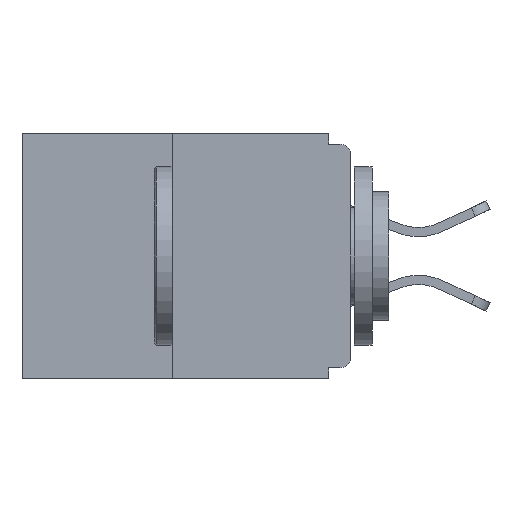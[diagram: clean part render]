
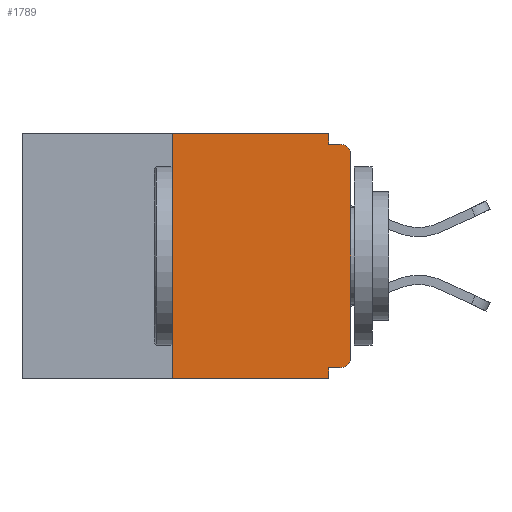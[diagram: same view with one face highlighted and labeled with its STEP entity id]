
A CAD part, left-side view. The second image highlights one B-rep face of the part: STEP entity #1789.
In plain terms, the highlighted planar face has unit normal (-1, 0, 0).
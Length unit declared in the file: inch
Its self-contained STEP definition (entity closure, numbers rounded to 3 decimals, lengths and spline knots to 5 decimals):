
#170 = CARTESIAN_POINT ( 'NONE',  ( 0., 0., -0.313 ) ) ;
#208 = VERTEX_POINT ( 'NONE', #8566 ) ;
#323 = LINE ( 'NONE', #8586, #15508 ) ;
#408 = CARTESIAN_POINT ( 'NONE',  ( 0., 0.031, 0. ) ) ;
#694 = VECTOR ( 'NONE', #17823, 39.37008 ) ;
#751 = EDGE_LOOP ( 'NONE', ( #8010, #6926, #4183, #7618, #5361, #7820, #2087, #5816, #17651, #8726 ) ) ;
#1164 = VERTEX_POINT ( 'NONE', #14529 ) ;
#1167 = CIRCLE ( 'NONE', #3282, 0.015 ) ;
#1207 = DIRECTION ( 'NONE',  ( 0., -1., 0. ) ) ;
#1393 = LINE ( 'NONE', #8168, #10980 ) ;
#1530 = VECTOR ( 'NONE', #6991, 39.37008 ) ;
#1789 = ADVANCED_FACE ( 'NONE', ( #5073 ), #2826, .F. ) ;
#1971 = VECTOR ( 'NONE', #8251, 39.37008 ) ;
#2087 = ORIENTED_EDGE ( 'NONE', *, *, #5251, .T. ) ;
#2137 = CARTESIAN_POINT ( 'NONE',  ( 0., 0.25, 0. ) ) ;
#2371 = EDGE_CURVE ( 'NONE', #6384, #12720, #1393, .T. ) ;
#2570 = DIRECTION ( 'NONE',  ( -1., 0., 0. ) ) ;
#2582 = EDGE_CURVE ( 'NONE', #12720, #14144, #12897, .T. ) ;
#2630 = CARTESIAN_POINT ( 'NONE',  ( 0., 0.46, -0.343 ) ) ;
#2699 = DIRECTION ( 'NONE',  ( 1., 0., 0. ) ) ;
#2826 = PLANE ( 'NONE',  #15457 ) ;
#3117 = CARTESIAN_POINT ( 'NONE',  ( 0., 0.031, -0.343 ) ) ;
#3282 = AXIS2_PLACEMENT_3D ( 'NONE', #14174, #15512, #8828 ) ;
#3460 = EDGE_CURVE ( 'NONE', #4464, #14799, #1167, .T. ) ;
#3702 = LINE ( 'NONE', #8310, #1530 ) ;
#4183 = ORIENTED_EDGE ( 'NONE', *, *, #15854, .T. ) ;
#4395 = LINE ( 'NONE', #2630, #694 ) ;
#4396 = EDGE_CURVE ( 'NONE', #1164, #208, #17831, .T. ) ;
#4464 = VERTEX_POINT ( 'NONE', #6870 ) ;
#5073 = FACE_OUTER_BOUND ( 'NONE', #751, .T. ) ;
#5251 = EDGE_CURVE ( 'NONE', #6526, #4464, #3702, .T. ) ;
#5302 = EDGE_CURVE ( 'NONE', #14144, #14799, #16505, .T. ) ;
#5361 = ORIENTED_EDGE ( 'NONE', *, *, #4396, .F. ) ;
#5528 = LINE ( 'NONE', #2137, #9627 ) ;
#5553 = CARTESIAN_POINT ( 'NONE',  ( 0., 0.25, 0. ) ) ;
#5816 = ORIENTED_EDGE ( 'NONE', *, *, #3460, .T. ) ;
#6058 = VERTEX_POINT ( 'NONE', #3117 ) ;
#6180 = VECTOR ( 'NONE', #8592, 39.37008 ) ;
#6384 = VERTEX_POINT ( 'NONE', #5553 ) ;
#6526 = VERTEX_POINT ( 'NONE', #170 ) ;
#6551 = CARTESIAN_POINT ( 'NONE',  ( 0., 0.015, -0.313 ) ) ;
#6870 = CARTESIAN_POINT ( 'NONE',  ( 0., 0., -0.03 ) ) ;
#6926 = ORIENTED_EDGE ( 'NONE', *, *, #13781, .F. ) ;
#6969 = CARTESIAN_POINT ( 'NONE',  ( 0., 0.031, -0.015 ) ) ;
#6991 = DIRECTION ( 'NONE',  ( 0., 0., 1. ) ) ;
#7618 = ORIENTED_EDGE ( 'NONE', *, *, #14769, .F. ) ;
#7820 = ORIENTED_EDGE ( 'NONE', *, *, #13917, .T. ) ;
#8010 = ORIENTED_EDGE ( 'NONE', *, *, #2371, .F. ) ;
#8136 = DIRECTION ( 'NONE',  ( 0., 1., 0. ) ) ;
#8168 = CARTESIAN_POINT ( 'NONE',  ( 0., 0.46, 0. ) ) ;
#8251 = DIRECTION ( 'NONE',  ( 0., -1., 0. ) ) ;
#8310 = CARTESIAN_POINT ( 'NONE',  ( 0., 0., 0. ) ) ;
#8566 = CARTESIAN_POINT ( 'NONE',  ( 0., 0.031, -0.328 ) ) ;
#8586 = CARTESIAN_POINT ( 'NONE',  ( 0., 0.031, -0.343 ) ) ;
#8592 = DIRECTION ( 'NONE',  ( 0., 0., -1. ) ) ;
#8726 = ORIENTED_EDGE ( 'NONE', *, *, #2582, .F. ) ;
#8828 = DIRECTION ( 'NONE',  ( 0., 0., -1. ) ) ;
#8839 = CARTESIAN_POINT ( 'NONE',  ( 0., 0.031, 0. ) ) ;
#9583 = VECTOR ( 'NONE', #8136, 39.37008 ) ;
#9627 = VECTOR ( 'NONE', #11924, 39.37008 ) ;
#9824 = DIRECTION ( 'NONE',  ( 0., 0., -1. ) ) ;
#10783 = DIRECTION ( 'NONE',  ( 0., 0., -1. ) ) ;
#10980 = VECTOR ( 'NONE', #1207, 39.37008 ) ;
#11924 = DIRECTION ( 'NONE',  ( 0., 0., 1. ) ) ;
#12548 = CARTESIAN_POINT ( 'NONE',  ( 0., 0., -0.328 ) ) ;
#12720 = VERTEX_POINT ( 'NONE', #8839 ) ;
#12897 = LINE ( 'NONE', #408, #6180 ) ;
#13243 = CARTESIAN_POINT ( 'NONE',  ( 0., 0.25, -0.343 ) ) ;
#13357 = CIRCLE ( 'NONE', #15509, 0.015 ) ;
#13441 = VERTEX_POINT ( 'NONE', #13243 ) ;
#13761 = CARTESIAN_POINT ( 'NONE',  ( 0., 0.46, 0. ) ) ;
#13781 = EDGE_CURVE ( 'NONE', #13441, #6384, #5528, .T. ) ;
#13917 = EDGE_CURVE ( 'NONE', #1164, #6526, #13357, .T. ) ;
#14144 = VERTEX_POINT ( 'NONE', #6969 ) ;
#14174 = CARTESIAN_POINT ( 'NONE',  ( 0., 0.015, -0.03 ) ) ;
#14529 = CARTESIAN_POINT ( 'NONE',  ( 0., 0.015, -0.328 ) ) ;
#14769 = EDGE_CURVE ( 'NONE', #208, #6058, #323, .T. ) ;
#14799 = VERTEX_POINT ( 'NONE', #17009 ) ;
#15457 = AXIS2_PLACEMENT_3D ( 'NONE', #13761, #2699, #9824 ) ;
#15508 = VECTOR ( 'NONE', #17127, 39.37008 ) ;
#15509 = AXIS2_PLACEMENT_3D ( 'NONE', #6551, #2570, #10783 ) ;
#15512 = DIRECTION ( 'NONE',  ( -1., 0., 0. ) ) ;
#15854 = EDGE_CURVE ( 'NONE', #13441, #6058, #4395, .T. ) ;
#16505 = LINE ( 'NONE', #16694, #1971 ) ;
#16694 = CARTESIAN_POINT ( 'NONE',  ( 0., 0., -0.015 ) ) ;
#17009 = CARTESIAN_POINT ( 'NONE',  ( 0., 0.015, -0.015 ) ) ;
#17127 = DIRECTION ( 'NONE',  ( 0., 0., -1. ) ) ;
#17651 = ORIENTED_EDGE ( 'NONE', *, *, #5302, .F. ) ;
#17823 = DIRECTION ( 'NONE',  ( 0., -1., 0. ) ) ;
#17831 = LINE ( 'NONE', #12548, #9583 ) ;
